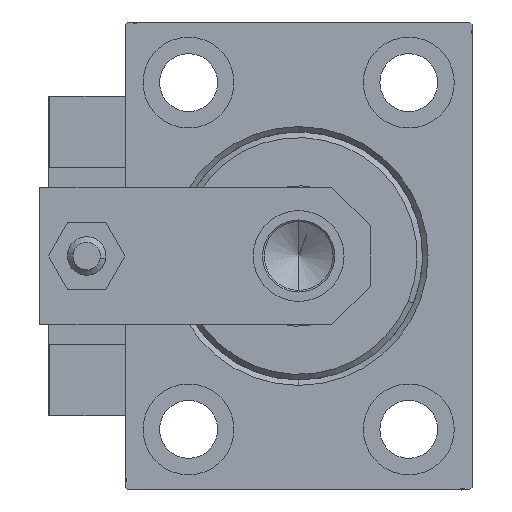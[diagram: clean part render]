
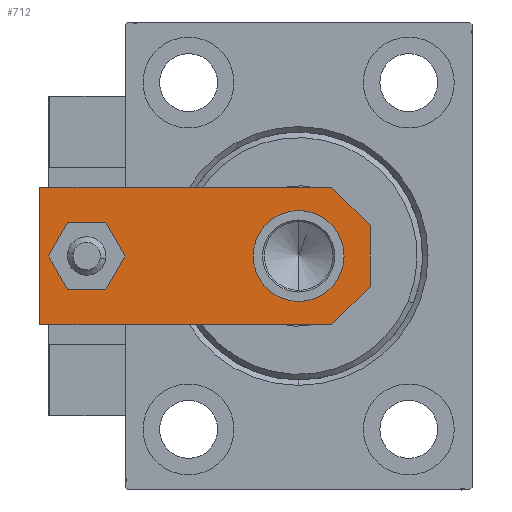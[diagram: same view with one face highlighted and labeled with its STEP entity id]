
A CAD part, left-side view. The second image highlights one B-rep face of the part: STEP entity #712.
In plain terms, the highlighted face is planar.
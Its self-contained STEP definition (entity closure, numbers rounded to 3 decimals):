
#66 = DIRECTION ( 'NONE',  ( 0.707, -0.707, 0. ) ) ;
#285 = ORIENTED_EDGE ( 'NONE', *, *, #19749, .F. ) ;
#692 = AXIS2_PLACEMENT_3D ( 'NONE', #10008, #30005, #45186 ) ;
#712 = ADVANCED_FACE ( 'NONE', ( #37900, #2710, #18175 ), #41710, .T. ) ;
#1009 = DIRECTION ( 'NONE',  ( 0., 0., 1. ) ) ;
#1945 = EDGE_CURVE ( 'NONE', #33215, #2771, #31436, .T. ) ;
#2147 = VECTOR ( 'NONE', #37777, 1000. ) ;
#2261 = CARTESIAN_POINT ( 'NONE',  ( 12.5, 7., 6. ) ) ;
#2484 = DIRECTION ( 'NONE',  ( 0., 1., 0. ) ) ;
#2710 = FACE_OUTER_BOUND ( 'NONE', #33479, .T. ) ;
#2771 = VERTEX_POINT ( 'NONE', #15615 ) ;
#3214 = EDGE_CURVE ( 'NONE', #47499, #3516, #3916, .T. ) ;
#3516 = VERTEX_POINT ( 'NONE', #46889 ) ;
#3916 = LINE ( 'NONE', #4172, #12053 ) ;
#4172 = CARTESIAN_POINT ( 'NONE',  ( -12.5, 0., 6. ) ) ;
#4934 = CARTESIAN_POINT ( 'NONE',  ( 12.5, 60., 6. ) ) ;
#5936 = ORIENTED_EDGE ( 'NONE', *, *, #30247, .F. ) ;
#6508 = DIRECTION ( 'NONE',  ( 1., 0., 0. ) ) ;
#6788 = CARTESIAN_POINT ( 'NONE',  ( -5.5, 0., 6. ) ) ;
#7123 = CARTESIAN_POINT ( 'NONE',  ( -12.5, 60., 6. ) ) ;
#9107 = VERTEX_POINT ( 'NONE', #19967 ) ;
#9922 = DIRECTION ( 'NONE',  ( 0.707, 0.707, 0. ) ) ;
#10008 = CARTESIAN_POINT ( 'NONE',  ( 0., 51.5, 6. ) ) ;
#10091 = CIRCLE ( 'NONE', #19781, 8.25 ) ;
#11449 = CARTESIAN_POINT ( 'NONE',  ( -2.75, -2.75, 6. ) ) ;
#12053 = VECTOR ( 'NONE', #39590, 1000. ) ;
#12407 = DIRECTION ( 'NONE',  ( 1., 0., 0. ) ) ;
#12504 = CARTESIAN_POINT ( 'NONE',  ( 0., 13., 6. ) ) ;
#12764 = CARTESIAN_POINT ( 'NONE',  ( -8.25, 13., 6. ) ) ;
#12982 = ORIENTED_EDGE ( 'NONE', *, *, #33537, .T. ) ;
#14254 = LINE ( 'NONE', #7123, #2147 ) ;
#14492 = LINE ( 'NONE', #49173, #42023 ) ;
#15615 = CARTESIAN_POINT ( 'NONE',  ( -4., 51.5, 6. ) ) ;
#17054 = CARTESIAN_POINT ( 'NONE',  ( -12.5, 60., 6. ) ) ;
#17867 = CARTESIAN_POINT ( 'NONE',  ( 0., 13., 6. ) ) ;
#18175 = FACE_BOUND ( 'NONE', #26100, .T. ) ;
#18861 = AXIS2_PLACEMENT_3D ( 'NONE', #12504, #32511, #47692 ) ;
#19166 = EDGE_CURVE ( 'NONE', #45169, #31036, #37181, .T. ) ;
#19749 = EDGE_CURVE ( 'NONE', #9107, #32377, #41518, .T. ) ;
#19781 = AXIS2_PLACEMENT_3D ( 'NONE', #17867, #28489, #25195 ) ;
#19967 = CARTESIAN_POINT ( 'NONE',  ( 8.25, 13., 6. ) ) ;
#21959 = DIRECTION ( 'NONE',  ( 0., 0., 1. ) ) ;
#23381 = ORIENTED_EDGE ( 'NONE', *, *, #3214, .T. ) ;
#25195 = DIRECTION ( 'NONE',  ( 1., 0., 0. ) ) ;
#26100 = EDGE_LOOP ( 'NONE', ( #27792, #285 ) ) ;
#26554 = AXIS2_PLACEMENT_3D ( 'NONE', #30310, #21959, #6508 ) ;
#26559 = AXIS2_PLACEMENT_3D ( 'NONE', #38765, #1009, #12407 ) ;
#27450 = VECTOR ( 'NONE', #9922, 1000. ) ;
#27525 = ORIENTED_EDGE ( 'NONE', *, *, #35421, .T. ) ;
#27717 = EDGE_LOOP ( 'NONE', ( #5936, #37870 ) ) ;
#27792 = ORIENTED_EDGE ( 'NONE', *, *, #49034, .F. ) ;
#28489 = DIRECTION ( 'NONE',  ( 0., 0., 1. ) ) ;
#28530 = VERTEX_POINT ( 'NONE', #33736 ) ;
#28639 = EDGE_CURVE ( 'NONE', #38502, #28530, #14254, .T. ) ;
#30005 = DIRECTION ( 'NONE',  ( 0., 0., 1. ) ) ;
#30247 = EDGE_CURVE ( 'NONE', #2771, #33215, #45165, .T. ) ;
#30310 = CARTESIAN_POINT ( 'NONE',  ( 0., 0., 6. ) ) ;
#30337 = CARTESIAN_POINT ( 'NONE',  ( 12.5, 0., 6. ) ) ;
#31036 = VERTEX_POINT ( 'NONE', #4934 ) ;
#31436 = CIRCLE ( 'NONE', #692, 4. ) ;
#32377 = VERTEX_POINT ( 'NONE', #12764 ) ;
#32397 = VECTOR ( 'NONE', #66, 1000. ) ;
#32511 = DIRECTION ( 'NONE',  ( 0., 0., 1. ) ) ;
#32746 = EDGE_CURVE ( 'NONE', #3516, #45169, #44602, .T. ) ;
#33215 = VERTEX_POINT ( 'NONE', #38394 ) ;
#33479 = EDGE_LOOP ( 'NONE', ( #41062, #27525, #23381, #44463, #44895, #12982 ) ) ;
#33537 = EDGE_CURVE ( 'NONE', #31036, #38502, #14492, .T. ) ;
#33736 = CARTESIAN_POINT ( 'NONE',  ( -12.5, 7., 6. ) ) ;
#35421 = EDGE_CURVE ( 'NONE', #28530, #47499, #46137, .T. ) ;
#36515 = CARTESIAN_POINT ( 'NONE',  ( 2.75, -2.75, 6. ) ) ;
#37181 = LINE ( 'NONE', #30337, #41479 ) ;
#37276 = DIRECTION ( 'NONE',  ( -1., 0., 0. ) ) ;
#37777 = DIRECTION ( 'NONE',  ( 0., -1., 0. ) ) ;
#37870 = ORIENTED_EDGE ( 'NONE', *, *, #1945, .F. ) ;
#37900 = FACE_BOUND ( 'NONE', #27717, .T. ) ;
#38394 = CARTESIAN_POINT ( 'NONE',  ( 4., 51.5, 6. ) ) ;
#38502 = VERTEX_POINT ( 'NONE', #17054 ) ;
#38765 = CARTESIAN_POINT ( 'NONE',  ( 0., 51.5, 6. ) ) ;
#39590 = DIRECTION ( 'NONE',  ( 1., 0., 0. ) ) ;
#41062 = ORIENTED_EDGE ( 'NONE', *, *, #28639, .T. ) ;
#41479 = VECTOR ( 'NONE', #2484, 1000. ) ;
#41518 = CIRCLE ( 'NONE', #18861, 8.25 ) ;
#41710 = PLANE ( 'NONE',  #26554 ) ;
#42023 = VECTOR ( 'NONE', #37276, 1000. ) ;
#44463 = ORIENTED_EDGE ( 'NONE', *, *, #32746, .T. ) ;
#44602 = LINE ( 'NONE', #36515, #27450 ) ;
#44895 = ORIENTED_EDGE ( 'NONE', *, *, #19166, .T. ) ;
#45165 = CIRCLE ( 'NONE', #26559, 4. ) ;
#45169 = VERTEX_POINT ( 'NONE', #2261 ) ;
#45186 = DIRECTION ( 'NONE',  ( 1., 0., 0. ) ) ;
#46137 = LINE ( 'NONE', #11449, #32397 ) ;
#46889 = CARTESIAN_POINT ( 'NONE',  ( 5.5, 0., 6. ) ) ;
#47499 = VERTEX_POINT ( 'NONE', #6788 ) ;
#47692 = DIRECTION ( 'NONE',  ( 1., 0., 0. ) ) ;
#49034 = EDGE_CURVE ( 'NONE', #32377, #9107, #10091, .T. ) ;
#49173 = CARTESIAN_POINT ( 'NONE',  ( 12.5, 60., 6. ) ) ;
